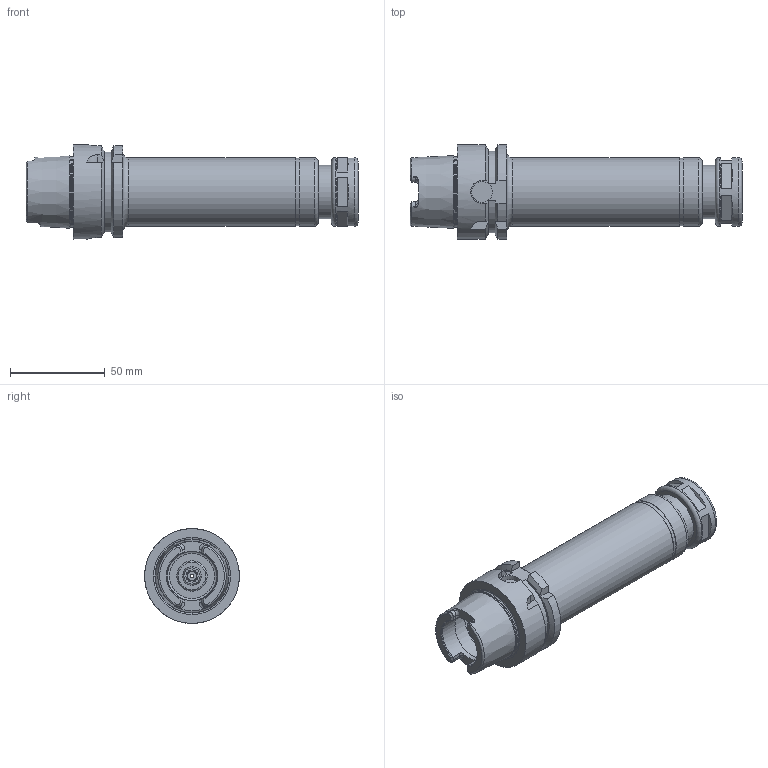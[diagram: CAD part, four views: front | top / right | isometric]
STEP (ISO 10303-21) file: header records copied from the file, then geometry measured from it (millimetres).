
FILE_DESCRIPTION((''),'2;1');
FILE_NAME('536014116150-3D.stp','2020-01-07T16:26:37',('nttooll'),(''),'Autodesk Inventor 2012','Autodesk Inventor 2012','');
FILE_SCHEMA(('AUTOMOTIVE_DESIGN { 1 0 10303 214 1 1 1 1 }'));
Length unit declared in the file: millimetre
Products named in the file (1): 536014116150-3D
Bounding box: 175 x 50 x 50 mm (x, y, z)
Volume: 147091.2 mm3; surface area: 38457.9 mm2
Topology: 1 solids, 1 shells, 183 faces, 412 edges, 258 vertices
Faces by surface type: plane 85, cylinder 51, cone 29, torus 18
Full cylindrical faces by diameter (mm): 2 x1, 4.5 x1, 5 x1, 6.4 x1, 6.5 x1, 9.5 x1, 10 x1, 11 x1, 12.8 x1, 13.319 x1, 15.8 x1, 15.9 x1, 16 x1, 17 x2, 17.5 x1, 20 x1, 22.1 x1, 24.5 x1, 26 x1, 26.6 x1, 28 x2, 32 x1, 35.6 x1, 36 x2, 36.3 x1, 37.9 x1, 50 x1
Entity records: 4954 total; most frequent: CARTESIAN_POINT 1042, DIRECTION 848, ORIENTED_EDGE 704, AXIS2_PLACEMENT_3D 356, EDGE_CURVE 352, EDGE_LOOP 266, VERTEX_POINT 252, FACE_OUTER_BOUND 183
